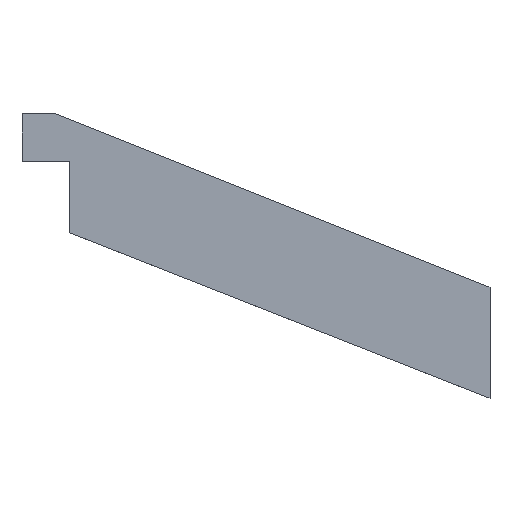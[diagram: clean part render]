
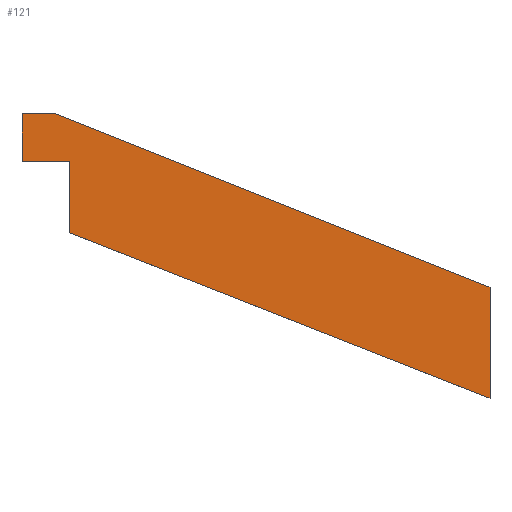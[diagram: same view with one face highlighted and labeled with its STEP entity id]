
A CAD part, top view. The second image highlights one B-rep face of the part: STEP entity #121.
In plain terms, the highlighted planar face has unit normal (0, 0, 1).
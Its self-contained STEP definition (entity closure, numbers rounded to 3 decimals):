
#14 = VERTEX_POINT ( 'NONE', #259 ) ;
#16 = CARTESIAN_POINT ( 'NONE',  ( 59.037, -21.882, 1. ) ) ;
#21 = LINE ( 'NONE', #34, #179 ) ;
#25 = ORIENTED_EDGE ( 'NONE', *, *, #189, .T. ) ;
#29 = CARTESIAN_POINT ( 'NONE',  ( 59.037, -35.882, 1. ) ) ;
#34 = CARTESIAN_POINT ( 'NONE',  ( 6., -15., 1. ) ) ;
#35 = EDGE_CURVE ( 'NONE', #14, #279, #84, .T. ) ;
#41 = ORIENTED_EDGE ( 'NONE', *, *, #65, .T. ) ;
#43 = CARTESIAN_POINT ( 'NONE',  ( 59.037, -35.882, 1. ) ) ;
#44 = LINE ( 'NONE', #29, #161 ) ;
#56 = DIRECTION ( 'NONE',  ( 0., -1., 0. ) ) ;
#65 = EDGE_CURVE ( 'NONE', #279, #162, #101, .T. ) ;
#70 = CARTESIAN_POINT ( 'NONE',  ( 0., 0., 1. ) ) ;
#72 = ORIENTED_EDGE ( 'NONE', *, *, #271, .T. ) ;
#84 = LINE ( 'NONE', #70, #215 ) ;
#85 = ORIENTED_EDGE ( 'NONE', *, *, #35, .T. ) ;
#101 = LINE ( 'NONE', #263, #293 ) ;
#105 = PLANE ( 'NONE',  #262 ) ;
#107 = VERTEX_POINT ( 'NONE', #248 ) ;
#113 = EDGE_CURVE ( 'NONE', #272, #107, #21, .T. ) ;
#115 = VECTOR ( 'NONE', #286, 1000. ) ;
#121 = ADVANCED_FACE ( 'NONE', ( #172 ), #105, .F. ) ;
#144 = DIRECTION ( 'NONE',  ( 0., 0., -1. ) ) ;
#146 = EDGE_CURVE ( 'NONE', #162, #272, #287, .T. ) ;
#150 = CARTESIAN_POINT ( 'NONE',  ( 0., -6., 1. ) ) ;
#155 = LINE ( 'NONE', #16, #115 ) ;
#160 = DIRECTION ( 'NONE',  ( -0.929, 0.371, 0. ) ) ;
#161 = VECTOR ( 'NONE', #223, 1000. ) ;
#162 = VERTEX_POINT ( 'NONE', #150 ) ;
#169 = CARTESIAN_POINT ( 'NONE',  ( 6., -6., 1. ) ) ;
#172 = FACE_OUTER_BOUND ( 'NONE', #297, .T. ) ;
#174 = VECTOR ( 'NONE', #160, 1000. ) ;
#179 = VECTOR ( 'NONE', #56, 1000. ) ;
#180 = DIRECTION ( 'NONE',  ( 1., 0., 0. ) ) ;
#187 = ORIENTED_EDGE ( 'NONE', *, *, #113, .T. ) ;
#189 = EDGE_CURVE ( 'NONE', #193, #192, #155, .T. ) ;
#192 = VERTEX_POINT ( 'NONE', #236 ) ;
#193 = VERTEX_POINT ( 'NONE', #43 ) ;
#198 = DIRECTION ( 'NONE',  ( -1., 0., 0. ) ) ;
#199 = DIRECTION ( 'NONE',  ( 0., -1., 0. ) ) ;
#210 = DIRECTION ( 'NONE',  ( -1., 0., 0. ) ) ;
#211 = EDGE_CURVE ( 'NONE', #192, #14, #213, .T. ) ;
#213 = LINE ( 'NONE', #218, #174 ) ;
#215 = VECTOR ( 'NONE', #198, 1000. ) ;
#218 = CARTESIAN_POINT ( 'NONE',  ( 4.245, 0., 1. ) ) ;
#223 = DIRECTION ( 'NONE',  ( 0.93, -0.366, 0. ) ) ;
#236 = CARTESIAN_POINT ( 'NONE',  ( 59.037, -21.882, 1. ) ) ;
#238 = ORIENTED_EDGE ( 'NONE', *, *, #146, .T. ) ;
#243 = ORIENTED_EDGE ( 'NONE', *, *, #211, .T. ) ;
#248 = CARTESIAN_POINT ( 'NONE',  ( 6., -15., 1. ) ) ;
#250 = CARTESIAN_POINT ( 'NONE',  ( 0., 0., 1. ) ) ;
#259 = CARTESIAN_POINT ( 'NONE',  ( 4.245, 0., 1. ) ) ;
#262 = AXIS2_PLACEMENT_3D ( 'NONE', #250, #144, #210 ) ;
#263 = CARTESIAN_POINT ( 'NONE',  ( 0., -6., 1. ) ) ;
#271 = EDGE_CURVE ( 'NONE', #107, #193, #44, .T. ) ;
#272 = VERTEX_POINT ( 'NONE', #169 ) ;
#276 = VECTOR ( 'NONE', #180, 1000. ) ;
#279 = VERTEX_POINT ( 'NONE', #298 ) ;
#283 = CARTESIAN_POINT ( 'NONE',  ( 6., -6., 1. ) ) ;
#286 = DIRECTION ( 'NONE',  ( 0., 1., 0. ) ) ;
#287 = LINE ( 'NONE', #283, #276 ) ;
#293 = VECTOR ( 'NONE', #199, 1000. ) ;
#297 = EDGE_LOOP ( 'NONE', ( #41, #238, #187, #72, #25, #243, #85 ) ) ;
#298 = CARTESIAN_POINT ( 'NONE',  ( 0., 0., 1. ) ) ;
